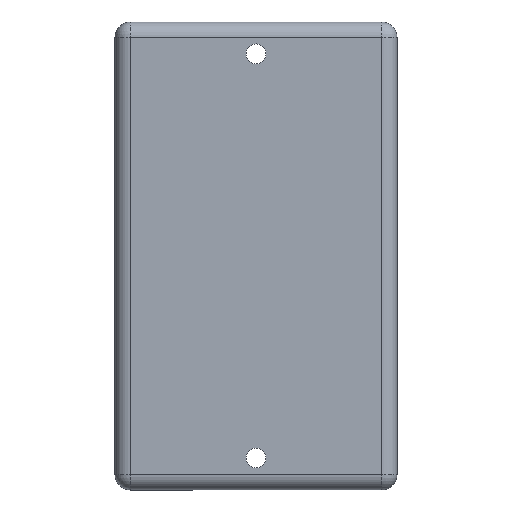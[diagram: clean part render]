
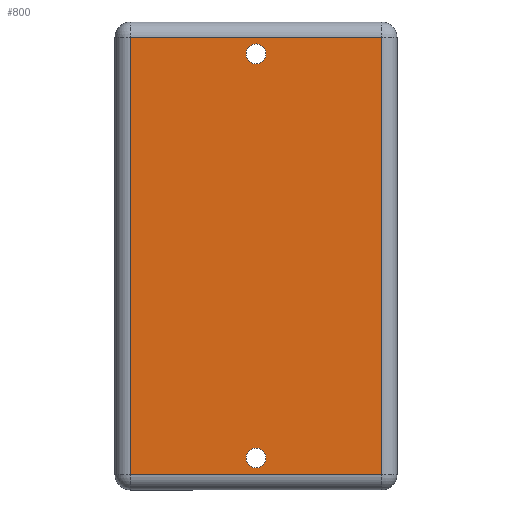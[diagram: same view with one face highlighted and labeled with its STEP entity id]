
A CAD part, top view. The second image highlights one B-rep face of the part: STEP entity #800.
In plain terms, the highlighted planar face has unit normal (0, 0, 1).
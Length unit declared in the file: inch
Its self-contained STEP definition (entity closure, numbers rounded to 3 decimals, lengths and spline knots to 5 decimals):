
#7 = EDGE_LOOP ( 'NONE', ( #1057, #1440 ) ) ;
#14 = CARTESIAN_POINT ( 'NONE',  ( 0., 1.6405, 0.092 ) ) ;
#93 = VERTEX_POINT ( 'NONE', #1323 ) ;
#99 = VECTOR ( 'NONE', #1277, 39.37008 ) ;
#107 = AXIS2_PLACEMENT_3D ( 'NONE', #1578, #1591, #1585 ) ;
#114 = EDGE_CURVE ( 'NONE', #1115, #969, #1252, .T. ) ;
#116 = CARTESIAN_POINT ( 'NONE',  ( 0.081, 1.6405, 0.092 ) ) ;
#161 = EDGE_CURVE ( 'NONE', #1114, #300, #464, .T. ) ;
#171 = EDGE_LOOP ( 'NONE', ( #737, #1208 ) ) ;
#182 = ORIENTED_EDGE ( 'NONE', *, *, #346, .T. ) ;
#195 = EDGE_LOOP ( 'NONE', ( #1643, #1498, #1232, #182 ) ) ;
#252 = AXIS2_PLACEMENT_3D ( 'NONE', #907, #798, #794 ) ;
#287 = CARTESIAN_POINT ( 'NONE',  ( -1.02, 1.775, 0.092 ) ) ;
#300 = VERTEX_POINT ( 'NONE', #287 ) ;
#307 = CARTESIAN_POINT ( 'NONE',  ( -1.02, -1.775, 0.092 ) ) ;
#329 = CARTESIAN_POINT ( 'NONE',  ( 1.02, -1.775, 0.092 ) ) ;
#346 = EDGE_CURVE ( 'NONE', #877, #883, #1431, .T. ) ;
#352 = LINE ( 'NONE', #993, #1008 ) ;
#453 = CARTESIAN_POINT ( 'NONE',  ( 0., 0., 0.092 ) ) ;
#460 = CIRCLE ( 'NONE', #252, 0.081 ) ;
#464 = LINE ( 'NONE', #1379, #99 ) ;
#477 = PLANE ( 'NONE',  #530 ) ;
#528 = EDGE_CURVE ( 'NONE', #300, #877, #352, .T. ) ;
#530 = AXIS2_PLACEMENT_3D ( 'NONE', #453, #1319, #1284 ) ;
#534 = CARTESIAN_POINT ( 'NONE',  ( 0.081, -1.6405, 0.092 ) ) ;
#552 = AXIS2_PLACEMENT_3D ( 'NONE', #14, #1350, #1081 ) ;
#568 = DIRECTION ( 'NONE',  ( 1., 0., 0. ) ) ;
#572 = DIRECTION ( 'NONE',  ( 0., 0., 1. ) ) ;
#579 = CARTESIAN_POINT ( 'NONE',  ( 0., -1.6405, 0.092 ) ) ;
#581 = LINE ( 'NONE', #865, #970 ) ;
#597 = EDGE_CURVE ( 'NONE', #883, #1114, #581, .T. ) ;
#737 = ORIENTED_EDGE ( 'NONE', *, *, #1566, .F. ) ;
#780 = VERTEX_POINT ( 'NONE', #534 ) ;
#794 = DIRECTION ( 'NONE',  ( 1., 0., 0. ) ) ;
#798 = DIRECTION ( 'NONE',  ( 0., 0., 1. ) ) ;
#800 = ADVANCED_FACE ( 'NONE', ( #917, #1274, #1533 ), #477, .T. ) ;
#862 = DIRECTION ( 'NONE',  ( 0., 1., 0. ) ) ;
#865 = CARTESIAN_POINT ( 'NONE',  ( 1.02, 1.9, 0.092 ) ) ;
#877 = VERTEX_POINT ( 'NONE', #307 ) ;
#883 = VERTEX_POINT ( 'NONE', #329 ) ;
#907 = CARTESIAN_POINT ( 'NONE',  ( 0., -1.6405, 0.092 ) ) ;
#917 = FACE_BOUND ( 'NONE', #171, .T. ) ;
#969 = VERTEX_POINT ( 'NONE', #116 ) ;
#970 = VECTOR ( 'NONE', #862, 39.37008 ) ;
#993 = CARTESIAN_POINT ( 'NONE',  ( -1.02, -1.9, 0.092 ) ) ;
#996 = DIRECTION ( 'NONE',  ( 0., -1., 0. ) ) ;
#997 = CIRCLE ( 'NONE', #1299, 0.081 ) ;
#1008 = VECTOR ( 'NONE', #996, 39.37008 ) ;
#1057 = ORIENTED_EDGE ( 'NONE', *, *, #1422, .F. ) ;
#1081 = DIRECTION ( 'NONE',  ( 1., 0., 0. ) ) ;
#1114 = VERTEX_POINT ( 'NONE', #1371 ) ;
#1115 = VERTEX_POINT ( 'NONE', #1571 ) ;
#1208 = ORIENTED_EDGE ( 'NONE', *, *, #1221, .F. ) ;
#1221 = EDGE_CURVE ( 'NONE', #93, #780, #997, .T. ) ;
#1232 = ORIENTED_EDGE ( 'NONE', *, *, #528, .T. ) ;
#1252 = CIRCLE ( 'NONE', #107, 0.081 ) ;
#1269 = VECTOR ( 'NONE', #1338, 39.37008 ) ;
#1274 = FACE_BOUND ( 'NONE', #7, .T. ) ;
#1277 = DIRECTION ( 'NONE',  ( -1., 0., 0. ) ) ;
#1284 = DIRECTION ( 'NONE',  ( 1., 0., 0. ) ) ;
#1299 = AXIS2_PLACEMENT_3D ( 'NONE', #579, #572, #568 ) ;
#1319 = DIRECTION ( 'NONE',  ( 0., 0., 1. ) ) ;
#1323 = CARTESIAN_POINT ( 'NONE',  ( -0.081, -1.6405, 0.092 ) ) ;
#1338 = DIRECTION ( 'NONE',  ( 1., 0., 0. ) ) ;
#1341 = CARTESIAN_POINT ( 'NONE',  ( 1.145, -1.775, 0.092 ) ) ;
#1350 = DIRECTION ( 'NONE',  ( 0., 0., 1. ) ) ;
#1362 = CIRCLE ( 'NONE', #552, 0.081 ) ;
#1371 = CARTESIAN_POINT ( 'NONE',  ( 1.02, 1.775, 0.092 ) ) ;
#1379 = CARTESIAN_POINT ( 'NONE',  ( -1.145, 1.775, 0.092 ) ) ;
#1422 = EDGE_CURVE ( 'NONE', #969, #1115, #1362, .T. ) ;
#1431 = LINE ( 'NONE', #1341, #1269 ) ;
#1440 = ORIENTED_EDGE ( 'NONE', *, *, #114, .F. ) ;
#1498 = ORIENTED_EDGE ( 'NONE', *, *, #161, .T. ) ;
#1533 = FACE_OUTER_BOUND ( 'NONE', #195, .T. ) ;
#1566 = EDGE_CURVE ( 'NONE', #780, #93, #460, .T. ) ;
#1571 = CARTESIAN_POINT ( 'NONE',  ( -0.081, 1.6405, 0.092 ) ) ;
#1578 = CARTESIAN_POINT ( 'NONE',  ( 0., 1.6405, 0.092 ) ) ;
#1585 = DIRECTION ( 'NONE',  ( 1., 0., 0. ) ) ;
#1591 = DIRECTION ( 'NONE',  ( 0., 0., 1. ) ) ;
#1643 = ORIENTED_EDGE ( 'NONE', *, *, #597, .T. ) ;
